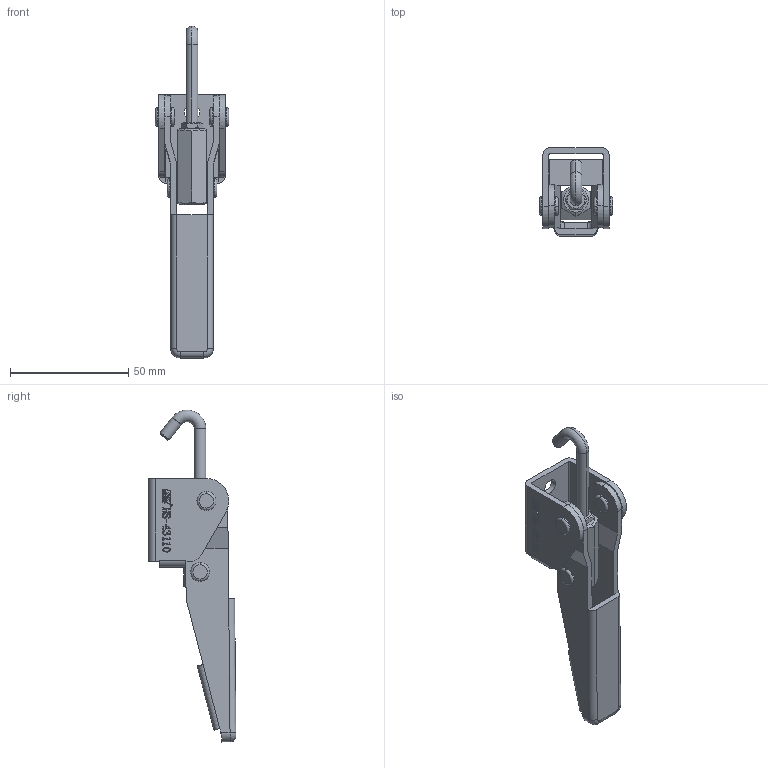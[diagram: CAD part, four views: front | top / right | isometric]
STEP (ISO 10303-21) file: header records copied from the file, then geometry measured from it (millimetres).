
FILE_DESCRIPTION (( 'STEP AP203' ), '1' );
FILE_NAME ('HS-43110 .STEP', '2019-10-07T05:57:29', ( '微软用户' ), ( '微软中国' ), 'SwSTEP 2.0', 'SolidWorks 2012', '' );
FILE_SCHEMA (( 'CONFIG_CONTROL_DESIGN' ));
Length unit declared in the file: millimetre
Products named in the file (8): HS-43110 ; hex thin nuts-grades ab-chamfered gb_GB_FASTENER_NUT_STNAB M5-N; 挴裝; 种2; 种1; 忒參; 鞠褒; 菁釱
Assembly tree (8 placements, depth 2):
  HS-43110 
    菁釱
    鞠褒
    忒參
    种1  x2
    种2
    挴裝
    hex thin nuts-grades ab-chamfered gb_GB_FASTENER_NUT_STNAB M5-N
Bounding box: 31 x 37.2 x 140.41 mm (x, y, z)
Volume: 24722.5 mm3; surface area: 21349.9 mm2
Topology: 8 solids, 8 shells, 548 faces, 1440 edges, 938 vertices
Faces by surface type: plane 284, bspline 127, cylinder 103, cone 18, torus 16
Entity records: 22542 total; most frequent: CARTESIAN_POINT 9116, ORIENTED_EDGE 2828, DIRECTION 2196, EDGE_CURVE 1414, VERTEX_POINT 922, VECTOR 896, LINE 896, AXIS2_PLACEMENT_3D 650
